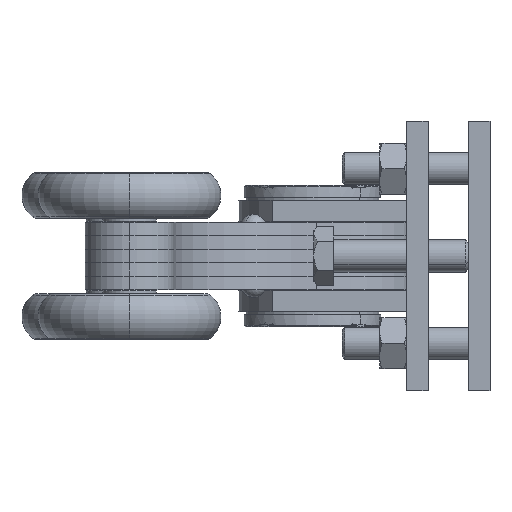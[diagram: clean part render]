
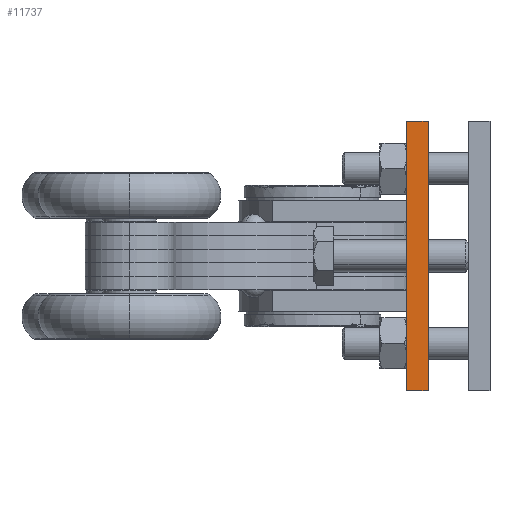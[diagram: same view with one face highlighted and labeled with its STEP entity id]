
A CAD part, left-side view. The second image highlights one B-rep face of the part: STEP entity #11737.
In plain terms, the highlighted planar face has unit normal (-1, 0, 0).
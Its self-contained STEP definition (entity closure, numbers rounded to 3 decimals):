
#105 = LINE ( 'NONE', #6199, #7303 ) ;
#1700 = LINE ( 'NONE', #8195, #6375 ) ;
#2005 = DIRECTION ( 'NONE',  ( 0., 0., 1. ) ) ;
#2507 = VERTEX_POINT ( 'NONE', #4627 ) ;
#2798 = EDGE_LOOP ( 'NONE', ( #6403, #17655, #5004, #4620 ) ) ;
#3197 = VECTOR ( 'NONE', #4218, 1000. ) ;
#4075 = DIRECTION ( 'NONE',  ( 0., 0., -1. ) ) ;
#4218 = DIRECTION ( 'NONE',  ( 0., 0., 1. ) ) ;
#4620 = ORIENTED_EDGE ( 'NONE', *, *, #17762, .T. ) ;
#4627 = CARTESIAN_POINT ( 'NONE',  ( -67.5, 0., 50. ) ) ;
#5004 = ORIENTED_EDGE ( 'NONE', *, *, #10926, .F. ) ;
#5180 = CARTESIAN_POINT ( 'NONE',  ( -67.5, 8., -50. ) ) ;
#5959 = EDGE_CURVE ( 'NONE', #19164, #2507, #9443, .T. ) ;
#6199 = CARTESIAN_POINT ( 'NONE',  ( -67.5, 8., -50. ) ) ;
#6375 = VECTOR ( 'NONE', #2005, 1000. ) ;
#6393 = CARTESIAN_POINT ( 'NONE',  ( -67.5, 8., 50. ) ) ;
#6403 = ORIENTED_EDGE ( 'NONE', *, *, #9814, .T. ) ;
#7303 = VECTOR ( 'NONE', #7769, 1000. ) ;
#7321 = CARTESIAN_POINT ( 'NONE',  ( -67.5, 8., 50. ) ) ;
#7769 = DIRECTION ( 'NONE',  ( 0., -1., 0. ) ) ;
#7822 = VECTOR ( 'NONE', #10958, 1000. ) ;
#8045 = CARTESIAN_POINT ( 'NONE',  ( -67.5, 8., 50. ) ) ;
#8195 = CARTESIAN_POINT ( 'NONE',  ( -67.5, 0., 50. ) ) ;
#8577 = FACE_OUTER_BOUND ( 'NONE', #2798, .T. ) ;
#8676 = CARTESIAN_POINT ( 'NONE',  ( -67.5, 8., 50. ) ) ;
#9443 = LINE ( 'NONE', #8045, #7822 ) ;
#9814 = EDGE_CURVE ( 'NONE', #10437, #2507, #1700, .T. ) ;
#10437 = VERTEX_POINT ( 'NONE', #14696 ) ;
#10926 = EDGE_CURVE ( 'NONE', #17059, #19164, #17951, .T. ) ;
#10958 = DIRECTION ( 'NONE',  ( 0., -1., 0. ) ) ;
#11057 = AXIS2_PLACEMENT_3D ( 'NONE', #8676, #19303, #4075 ) ;
#11737 = ADVANCED_FACE ( 'NONE', ( #8577 ), #14728, .F. ) ;
#14696 = CARTESIAN_POINT ( 'NONE',  ( -67.5, 0., -50. ) ) ;
#14728 = PLANE ( 'NONE',  #11057 ) ;
#17059 = VERTEX_POINT ( 'NONE', #5180 ) ;
#17655 = ORIENTED_EDGE ( 'NONE', *, *, #5959, .F. ) ;
#17762 = EDGE_CURVE ( 'NONE', #17059, #10437, #105, .T. ) ;
#17951 = LINE ( 'NONE', #7321, #3197 ) ;
#19164 = VERTEX_POINT ( 'NONE', #6393 ) ;
#19303 = DIRECTION ( 'NONE',  ( 1., 0., 0. ) ) ;
